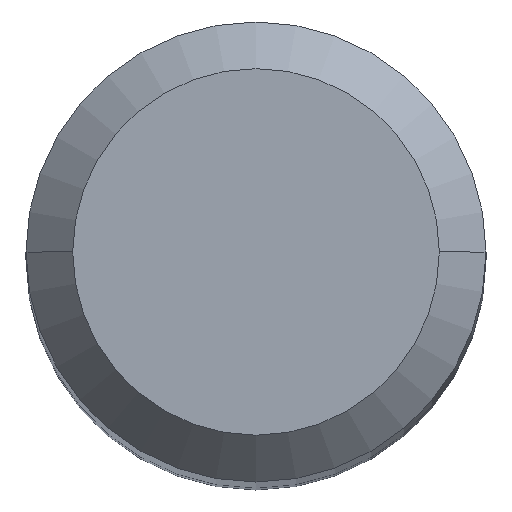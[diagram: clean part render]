
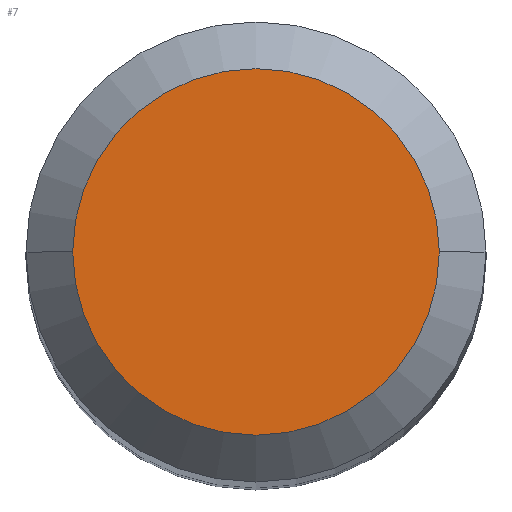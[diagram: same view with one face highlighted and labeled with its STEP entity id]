
A CAD part, top view. The second image highlights one B-rep face of the part: STEP entity #7.
In plain terms, the highlighted planar face has unit normal (0, 0, 1).
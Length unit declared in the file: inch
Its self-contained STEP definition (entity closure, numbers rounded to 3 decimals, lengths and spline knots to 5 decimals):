
#7 = ADVANCED_FACE ( 'NONE', ( #17 ), #233, .F. ) ;
#9 = DIRECTION ( 'NONE',  ( 1., 0., 0. ) ) ;
#17 = FACE_OUTER_BOUND ( 'NONE', #262, .T. ) ;
#32 = CARTESIAN_POINT ( 'NONE',  ( 0., 0., 0. ) ) ;
#35 = CARTESIAN_POINT ( 'NONE',  ( 0.07845, 0., 0. ) ) ;
#47 = CIRCLE ( 'NONE', #145, 0.07845 ) ;
#90 = DIRECTION ( 'NONE',  ( 0., 0., 1. ) ) ;
#127 = CIRCLE ( 'NONE', #299, 0.07845 ) ;
#145 = AXIS2_PLACEMENT_3D ( 'NONE', #148, #90, #9 ) ;
#148 = CARTESIAN_POINT ( 'NONE',  ( 0., 0., 0. ) ) ;
#170 = DIRECTION ( 'NONE',  ( -1., 0., 0. ) ) ;
#233 = PLANE ( 'NONE',  #328 ) ;
#255 = VERTEX_POINT ( 'NONE', #341 ) ;
#262 = EDGE_LOOP ( 'NONE', ( #296, #275 ) ) ;
#275 = ORIENTED_EDGE ( 'NONE', *, *, #320, .T. ) ;
#282 = CARTESIAN_POINT ( 'NONE',  ( 0., 0.07845, 0. ) ) ;
#283 = VERTEX_POINT ( 'NONE', #35 ) ;
#296 = ORIENTED_EDGE ( 'NONE', *, *, #344, .T. ) ;
#298 = DIRECTION ( 'NONE',  ( 0., 0., 1. ) ) ;
#299 = AXIS2_PLACEMENT_3D ( 'NONE', #32, #298, #343 ) ;
#305 = DIRECTION ( 'NONE',  ( 0., 0., -1. ) ) ;
#320 = EDGE_CURVE ( 'NONE', #283, #255, #127, .T. ) ;
#328 = AXIS2_PLACEMENT_3D ( 'NONE', #282, #305, #170 ) ;
#341 = CARTESIAN_POINT ( 'NONE',  ( -0.07845, 0., 0. ) ) ;
#343 = DIRECTION ( 'NONE',  ( 1., 0., 0. ) ) ;
#344 = EDGE_CURVE ( 'NONE', #255, #283, #47, .T. ) ;
